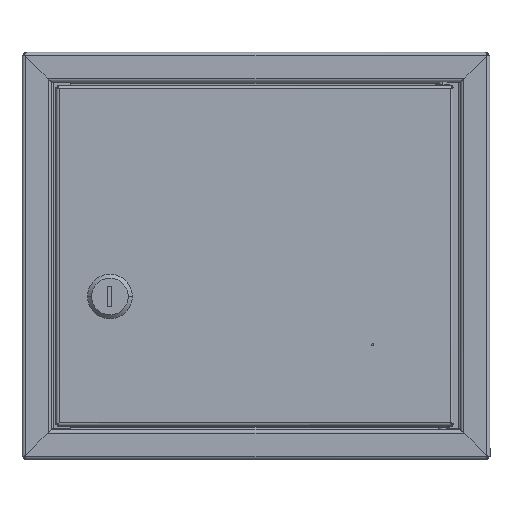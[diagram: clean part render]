
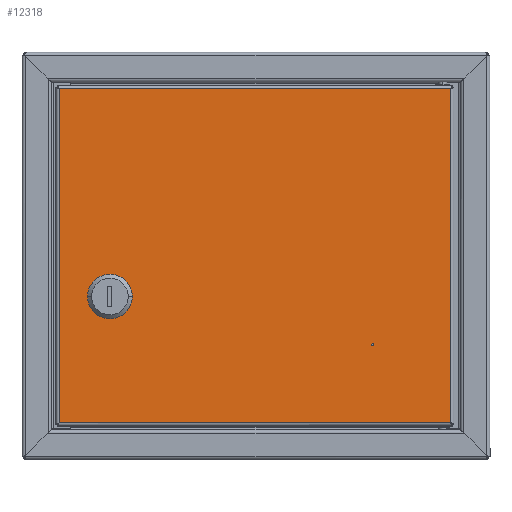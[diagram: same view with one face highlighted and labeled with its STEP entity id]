
A CAD part, top view. The second image highlights one B-rep face of the part: STEP entity #12318.
In plain terms, the highlighted planar face has unit normal (0, 0, 1).
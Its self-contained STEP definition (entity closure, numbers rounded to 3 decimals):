
#17 = AXIS2_PLACEMENT_3D ( 'NONE', #16522, #1965, #13570 ) ;
#705 = ORIENTED_EDGE ( 'NONE', *, *, #17087, .F. ) ;
#744 = VECTOR ( 'NONE', #3562, 1000. ) ;
#1073 = CARTESIAN_POINT ( 'NONE',  ( -146.728, 86.837, 0. ) ) ;
#1257 = CARTESIAN_POINT ( 'NONE',  ( -146.728, 251.037, 0. ) ) ;
#1322 = CARTESIAN_POINT ( 'NONE',  ( 7.872, 125.237, 0. ) ) ;
#1792 = EDGE_CURVE ( 'NONE', #4579, #17050, #12518, .T. ) ;
#1906 = ORIENTED_EDGE ( 'NONE', *, *, #13855, .T. ) ;
#1965 = DIRECTION ( 'NONE',  ( 0., 0., 1. ) ) ;
#2516 = VERTEX_POINT ( 'NONE', #8327 ) ;
#2999 = VECTOR ( 'NONE', #18256, 1000. ) ;
#3182 = EDGE_CURVE ( 'NONE', #17169, #13777, #7407, .T. ) ;
#3216 = CARTESIAN_POINT ( 'NONE',  ( -121.728, 148.937, 0. ) ) ;
#3562 = DIRECTION ( 'NONE',  ( 0., 1., 0. ) ) ;
#4176 = CARTESIAN_POINT ( 'NONE',  ( 7.372, 125.237, 0. ) ) ;
#4262 = ORIENTED_EDGE ( 'NONE', *, *, #8740, .T. ) ;
#4328 = EDGE_CURVE ( 'NONE', #17050, #4579, #8116, .T. ) ;
#4526 = CARTESIAN_POINT ( 'NONE',  ( -146.728, 86.837, 0. ) ) ;
#4579 = VERTEX_POINT ( 'NONE', #1322 ) ;
#4641 = CIRCLE ( 'NONE', #16839, 9.25 ) ;
#4740 = AXIS2_PLACEMENT_3D ( 'NONE', #7252, #13215, #19217 ) ;
#4979 = CARTESIAN_POINT ( 'NONE',  ( 45.772, 251.037, 0. ) ) ;
#4998 = CARTESIAN_POINT ( 'NONE',  ( -146.728, 251.037, 0. ) ) ;
#5021 = EDGE_CURVE ( 'NONE', #13777, #17233, #12400, .T. ) ;
#5292 = ORIENTED_EDGE ( 'NONE', *, *, #12361, .F. ) ;
#5308 = VERTEX_POINT ( 'NONE', #10909 ) ;
#5603 = VERTEX_POINT ( 'NONE', #8836 ) ;
#5658 = VERTEX_POINT ( 'NONE', #10575 ) ;
#6115 = EDGE_CURVE ( 'NONE', #9611, #5658, #7937, .T. ) ;
#6284 = LINE ( 'NONE', #12242, #2999 ) ;
#6933 = VECTOR ( 'NONE', #10932, 1000. ) ;
#7252 = CARTESIAN_POINT ( 'NONE',  ( 7.372, 125.237, 0. ) ) ;
#7407 = LINE ( 'NONE', #16429, #16838 ) ;
#7750 = FACE_BOUND ( 'NONE', #16174, .T. ) ;
#7787 = CIRCLE ( 'NONE', #17, 9.25 ) ;
#7853 = DIRECTION ( 'NONE',  ( 1., 0., 0. ) ) ;
#7937 = LINE ( 'NONE', #9584, #744 ) ;
#8033 = EDGE_LOOP ( 'NONE', ( #19005, #1906, #4262, #17854 ) ) ;
#8047 = CARTESIAN_POINT ( 'NONE',  ( -146.728, 86.837, 0. ) ) ;
#8116 = CIRCLE ( 'NONE', #14686, 0.5 ) ;
#8226 = VECTOR ( 'NONE', #16630, 1000. ) ;
#8327 = CARTESIAN_POINT ( 'NONE',  ( -130.228, 145.288, 0. ) ) ;
#8740 = EDGE_CURVE ( 'NONE', #5603, #17169, #18101, .T. ) ;
#8836 = CARTESIAN_POINT ( 'NONE',  ( 45.772, 86.837, 0. ) ) ;
#9247 = CARTESIAN_POINT ( 'NONE',  ( 6.872, 125.237, 0. ) ) ;
#9439 = CARTESIAN_POINT ( 'NONE',  ( 45.772, 251.037, 0. ) ) ;
#9584 = CARTESIAN_POINT ( 'NONE',  ( -113.228, 152.586, 0. ) ) ;
#9611 = VERTEX_POINT ( 'NONE', #11218 ) ;
#10575 = CARTESIAN_POINT ( 'NONE',  ( -113.228, 152.586, 0. ) ) ;
#10909 = CARTESIAN_POINT ( 'NONE',  ( -130.228, 152.586, 0. ) ) ;
#10932 = DIRECTION ( 'NONE',  ( 0., -1., 0. ) ) ;
#10963 = PLANE ( 'NONE',  #12314 ) ;
#11095 = VECTOR ( 'NONE', #18026, 1000. ) ;
#11218 = CARTESIAN_POINT ( 'NONE',  ( -113.228, 145.288, 0. ) ) ;
#11285 = ORIENTED_EDGE ( 'NONE', *, *, #4328, .F. ) ;
#12242 = CARTESIAN_POINT ( 'NONE',  ( -130.228, 152.586, 0. ) ) ;
#12314 = AXIS2_PLACEMENT_3D ( 'NONE', #8047, #14109, #7853 ) ;
#12318 = ADVANCED_FACE ( 'NONE', ( #15298, #7750, #13721 ), #10963, .T. ) ;
#12361 = EDGE_CURVE ( 'NONE', #5308, #2516, #6284, .T. ) ;
#12400 = LINE ( 'NONE', #4998, #6933 ) ;
#12518 = CIRCLE ( 'NONE', #4740, 0.5 ) ;
#13215 = DIRECTION ( 'NONE',  ( 0., 0., 1. ) ) ;
#13564 = DIRECTION ( 'NONE',  ( -1., 0., 0. ) ) ;
#13570 = DIRECTION ( 'NONE',  ( 1., 0., 0. ) ) ;
#13721 = FACE_OUTER_BOUND ( 'NONE', #8033, .T. ) ;
#13777 = VERTEX_POINT ( 'NONE', #1257 ) ;
#13855 = EDGE_CURVE ( 'NONE', #17233, #5603, #17933, .T. ) ;
#14109 = DIRECTION ( 'NONE',  ( 0., 0., 1. ) ) ;
#14342 = EDGE_LOOP ( 'NONE', ( #16231, #11285 ) ) ;
#14686 = AXIS2_PLACEMENT_3D ( 'NONE', #4176, #14714, #17869 ) ;
#14714 = DIRECTION ( 'NONE',  ( 0., 0., 1. ) ) ;
#15130 = DIRECTION ( 'NONE',  ( 0., 0., 1. ) ) ;
#15298 = FACE_BOUND ( 'NONE', #14342, .T. ) ;
#16174 = EDGE_LOOP ( 'NONE', ( #705, #5292, #17301, #17942 ) ) ;
#16231 = ORIENTED_EDGE ( 'NONE', *, *, #1792, .F. ) ;
#16429 = CARTESIAN_POINT ( 'NONE',  ( -146.728, 251.037, 0. ) ) ;
#16511 = DIRECTION ( 'NONE',  ( 1., 0., 0. ) ) ;
#16522 = CARTESIAN_POINT ( 'NONE',  ( -121.728, 148.937, 0. ) ) ;
#16630 = DIRECTION ( 'NONE',  ( 0., 1., 0. ) ) ;
#16838 = VECTOR ( 'NONE', #13564, 1000. ) ;
#16839 = AXIS2_PLACEMENT_3D ( 'NONE', #3216, #15130, #16511 ) ;
#17050 = VERTEX_POINT ( 'NONE', #9247 ) ;
#17087 = EDGE_CURVE ( 'NONE', #2516, #9611, #4641, .T. ) ;
#17169 = VERTEX_POINT ( 'NONE', #9439 ) ;
#17233 = VERTEX_POINT ( 'NONE', #1073 ) ;
#17301 = ORIENTED_EDGE ( 'NONE', *, *, #18968, .F. ) ;
#17854 = ORIENTED_EDGE ( 'NONE', *, *, #3182, .T. ) ;
#17869 = DIRECTION ( 'NONE',  ( 1., 0., 0. ) ) ;
#17933 = LINE ( 'NONE', #4526, #11095 ) ;
#17942 = ORIENTED_EDGE ( 'NONE', *, *, #6115, .F. ) ;
#18026 = DIRECTION ( 'NONE',  ( 1., 0., 0. ) ) ;
#18101 = LINE ( 'NONE', #4979, #8226 ) ;
#18256 = DIRECTION ( 'NONE',  ( 0., -1., 0. ) ) ;
#18968 = EDGE_CURVE ( 'NONE', #5658, #5308, #7787, .T. ) ;
#19005 = ORIENTED_EDGE ( 'NONE', *, *, #5021, .T. ) ;
#19217 = DIRECTION ( 'NONE',  ( 1., 0., 0. ) ) ;
